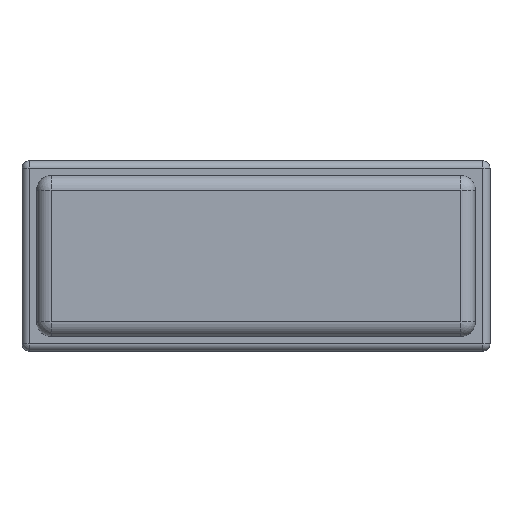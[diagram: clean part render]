
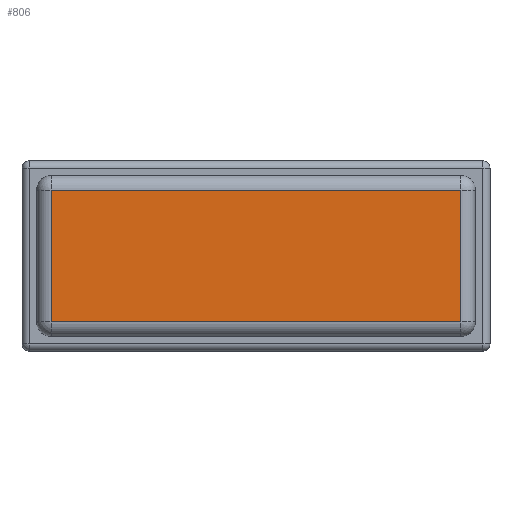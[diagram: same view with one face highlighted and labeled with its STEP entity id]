
A CAD part, front view. The second image highlights one B-rep face of the part: STEP entity #806.
In plain terms, the highlighted planar face has unit normal (0, -1, 0).
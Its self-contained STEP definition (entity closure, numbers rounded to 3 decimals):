
#20=PLANE('',#905);
#78=LINE('',#1300,#154);
#82=LINE('',#1313,#158);
#84=LINE('',#1316,#160);
#86=LINE('',#1319,#162);
#154=VECTOR('',#1067,10.);
#158=VECTOR('',#1083,10.);
#160=VECTOR('',#1087,10.);
#162=VECTOR('',#1091,10.);
#235=FACE_OUTER_BOUND('',#283,.T.);
#283=EDGE_LOOP('',(#633,#634,#635,#636));
#374=VERTEX_POINT('',#1271);
#377=VERTEX_POINT('',#1281);
#380=VERTEX_POINT('',#1291);
#383=VERTEX_POINT('',#1304);
#466=EDGE_CURVE('',#374,#380,#78,.T.);
#473=EDGE_CURVE('',#380,#383,#82,.T.);
#475=EDGE_CURVE('',#383,#377,#84,.T.);
#477=EDGE_CURVE('',#377,#374,#86,.T.);
#633=ORIENTED_EDGE('',*,*,#466,.F.);
#634=ORIENTED_EDGE('',*,*,#477,.F.);
#635=ORIENTED_EDGE('',*,*,#475,.F.);
#636=ORIENTED_EDGE('',*,*,#473,.F.);
#806=ADVANCED_FACE('',(#235),#20,.T.);
#905=AXIS2_PLACEMENT_3D('',#1323,#1097,#1098);
#1067=DIRECTION('',(0.,0.,-1.));
#1083=DIRECTION('',(-1.,0.,0.));
#1087=DIRECTION('',(0.,0.,1.));
#1091=DIRECTION('',(1.,0.,0.));
#1097=DIRECTION('center_axis',(0.,-1.,0.));
#1098=DIRECTION('ref_axis',(0.,0.,-1.));
#1271=CARTESIAN_POINT('',(1.4,-0.3,0.45));
#1281=CARTESIAN_POINT('',(-1.4,-0.3,0.45));
#1291=CARTESIAN_POINT('',(1.4,-0.3,-0.45));
#1300=CARTESIAN_POINT('',(1.4,-0.3,-0.275));
#1304=CARTESIAN_POINT('',(-1.4,-0.3,-0.45));
#1313=CARTESIAN_POINT('',(-0.75,-0.3,-0.45));
#1316=CARTESIAN_POINT('',(-1.4,-0.3,0.275));
#1319=CARTESIAN_POINT('',(0.75,-0.3,0.45));
#1323=CARTESIAN_POINT('Origin',(0.,-0.3,0.));
